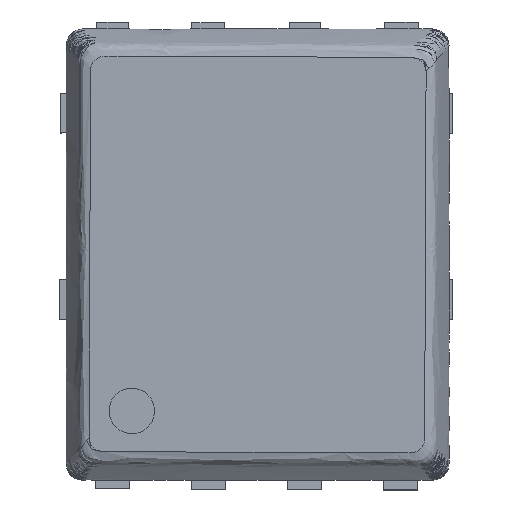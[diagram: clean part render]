
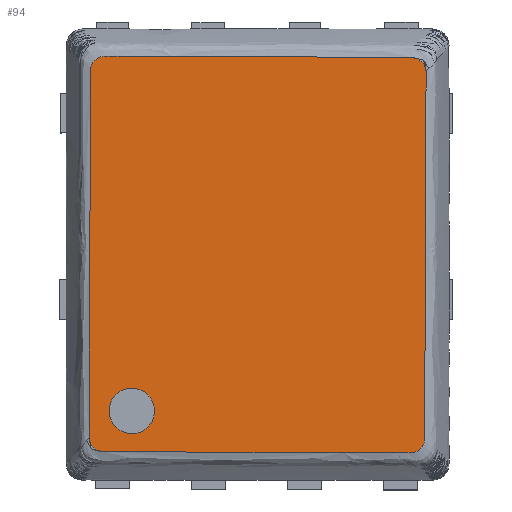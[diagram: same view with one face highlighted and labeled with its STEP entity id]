
A CAD part, top view. The second image highlights one B-rep face of the part: STEP entity #94.
In plain terms, the highlighted planar face has unit normal (0, 0, 1).
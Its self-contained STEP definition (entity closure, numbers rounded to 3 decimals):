
#92=FACE_BOUND('',#447,.T.);
#94=ADVANCED_FACE('',(#270,#92),#3012,.T.);
#270=FACE_OUTER_BOUND('',#446,.T.);
#446=EDGE_LOOP('',(#628,#629));
#447=EDGE_LOOP('',(#630));
#628=ORIENTED_EDGE('',*,*,#1602,.T.);
#629=ORIENTED_EDGE('',*,*,#1847,.T.);
#630=ORIENTED_EDGE('',*,*,#1845,.F.);
#1602=EDGE_CURVE('',#2585,#2747,#2279,.T.);
#1845=EDGE_CURVE('',#2746,#2746,#2420,.T.);
#1847=EDGE_CURVE('',#2747,#2585,#2422,.T.);
#2279=(
BOUNDED_CURVE()
B_SPLINE_CURVE(3,(#4518,#4519,#4520,#4521,#4522,#4523,#4524,#4525,#4526,
#4527,#4528,#4529,#4530),.UNSPECIFIED.,.F.,.F.)
B_SPLINE_CURVE_WITH_KNOTS((4,3,3,3,4),(805.7,806.7,988.65,989.65,1206.85),
 .UNSPECIFIED.)
CURVE()
GEOMETRIC_REPRESENTATION_ITEM()
RATIONAL_B_SPLINE_CURVE((1.,1.,1.,1.,1.,1.,1.,1.,1.,1.,1.,1.,1.))
REPRESENTATION_ITEM('')
);
#2420=(
BOUNDED_CURVE()
B_SPLINE_CURVE(2,(#5496,#5497,#5498,#5499,#5500,#5501,#5502,#5503,#5504),
 .UNSPECIFIED.,.T.,.F.)
B_SPLINE_CURVE_WITH_KNOTS((3,2,2,2,3),(0.,0.471,0.942,
1.414,1.885),.UNSPECIFIED.)
CURVE()
GEOMETRIC_REPRESENTATION_ITEM()
RATIONAL_B_SPLINE_CURVE((1.,0.707,1.,0.707,1.,0.707,
1.,0.707,1.))
REPRESENTATION_ITEM('')
);
#2422=(
BOUNDED_CURVE()
B_SPLINE_CURVE(3,(#5518,#5519,#5520,#5521,#5522,#5523,#5524,#5525,#5526,
#5527,#5528,#5529,#5530),.UNSPECIFIED.,.F.,.F.)
B_SPLINE_CURVE_WITH_KNOTS((4,3,3,3,4),(1206.85,1207.85,1389.8,1390.8,1608.),
 .UNSPECIFIED.)
CURVE()
GEOMETRIC_REPRESENTATION_ITEM()
RATIONAL_B_SPLINE_CURVE((1.,1.,1.,1.,1.,1.,1.,1.,1.,1.,1.,1.,1.))
REPRESENTATION_ITEM('')
);
#2585=VERTEX_POINT('',#4354);
#2746=VERTEX_POINT('',#4515);
#2747=VERTEX_POINT('',#4516);
#3012=PLANE('',#3109);
#3109=AXIS2_PLACEMENT_3D('',#3272,#3190,$);
#3190=DIRECTION('',(0.,0.,1.));
#3272=CARTESIAN_POINT('',(2.285,2.688,1.035));
#4354=CARTESIAN_POINT('',(2.241,2.428,1.035));
#4515=CARTESIAN_POINT('',(-1.342,-2.045,1.035));
#4516=CARTESIAN_POINT('',(-2.206,-2.391,1.035));
#4518=CARTESIAN_POINT('',(2.241,2.428,1.035));
#4519=CARTESIAN_POINT('',(2.241,2.534,1.035));
#4520=CARTESIAN_POINT('',(2.156,2.62,1.035));
#4521=CARTESIAN_POINT('',(2.051,2.621,1.035));
#4522=CARTESIAN_POINT('',(0.701,2.626,1.035));
#4523=CARTESIAN_POINT('',(-0.649,2.631,1.035));
#4524=CARTESIAN_POINT('',(-1.999,2.635,1.035));
#4525=CARTESIAN_POINT('',(-2.104,2.635,1.035));
#4526=CARTESIAN_POINT('',(-2.189,2.549,1.035));
#4527=CARTESIAN_POINT('',(-2.189,2.444,1.035));
#4528=CARTESIAN_POINT('',(-2.195,0.832,1.035));
#4529=CARTESIAN_POINT('',(-2.2,-0.779,1.035));
#4530=CARTESIAN_POINT('',(-2.206,-2.391,1.035));
#5496=CARTESIAN_POINT('',(-1.342,-2.045,1.035));
#5497=CARTESIAN_POINT('',(-1.342,-1.745,1.035));
#5498=CARTESIAN_POINT('',(-1.642,-1.745,1.035));
#5499=CARTESIAN_POINT('',(-1.942,-1.745,1.035));
#5500=CARTESIAN_POINT('',(-1.942,-2.045,1.035));
#5501=CARTESIAN_POINT('',(-1.942,-2.345,1.035));
#5502=CARTESIAN_POINT('',(-1.642,-2.345,1.035));
#5503=CARTESIAN_POINT('',(-1.342,-2.345,1.035));
#5504=CARTESIAN_POINT('',(-1.342,-2.045,1.035));
#5518=CARTESIAN_POINT('',(-2.206,-2.391,1.035));
#5519=CARTESIAN_POINT('',(-2.206,-2.497,1.035));
#5520=CARTESIAN_POINT('',(-2.122,-2.583,1.035));
#5521=CARTESIAN_POINT('',(-2.018,-2.583,1.035));
#5522=CARTESIAN_POINT('',(-0.668,-2.588,1.035));
#5523=CARTESIAN_POINT('',(0.682,-2.593,1.035));
#5524=CARTESIAN_POINT('',(2.032,-2.598,1.035));
#5525=CARTESIAN_POINT('',(2.137,-2.598,1.035));
#5526=CARTESIAN_POINT('',(2.223,-2.512,1.035));
#5527=CARTESIAN_POINT('',(2.223,-2.407,1.035));
#5528=CARTESIAN_POINT('',(2.229,-0.795,1.035));
#5529=CARTESIAN_POINT('',(2.235,0.816,1.035));
#5530=CARTESIAN_POINT('',(2.241,2.428,1.035));
